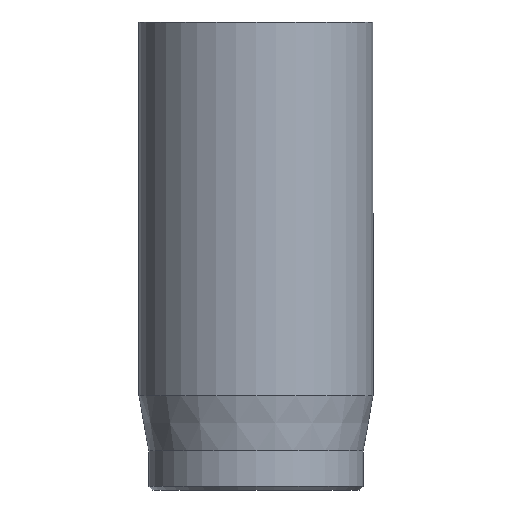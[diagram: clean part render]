
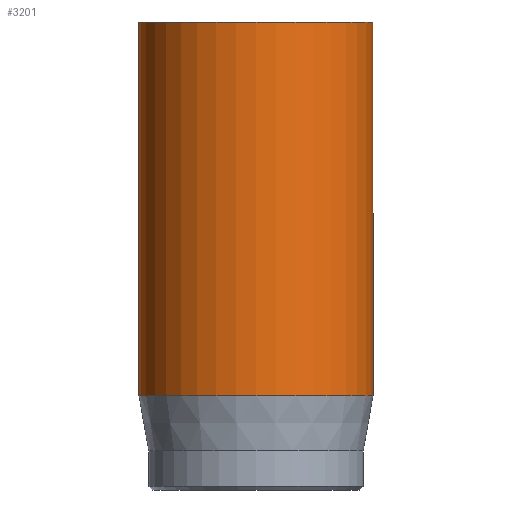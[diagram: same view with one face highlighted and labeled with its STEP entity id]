
A CAD part, front view. The second image highlights one B-rep face of the part: STEP entity #3201.
In plain terms, the highlighted cylindrical face has radius 3 mm (diameter 6 mm), a full revolution.
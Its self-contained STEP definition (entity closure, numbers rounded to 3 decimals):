
#396=CYLINDRICAL_SURFACE('',#3357,3.);
#551=FACE_OUTER_BOUND('',#737,.T.);
#737=EDGE_LOOP('',(#2932,#2933,#2934,#2935,#2936));
#982=LINE('',#5999,#1233);
#1233=VECTOR('',#3762,3.);
#1268=CIRCLE('',#3344,3.);
#1274=CIRCLE('',#3355,3.);
#1275=CIRCLE('',#3356,3.);
#1571=VERTEX_POINT('',#5973);
#1577=VERTEX_POINT('',#5993);
#1578=VERTEX_POINT('',#5994);
#2025=EDGE_CURVE('',#1571,#1571,#1268,.T.);
#2034=EDGE_CURVE('',#1577,#1578,#1274,.T.);
#2035=EDGE_CURVE('',#1578,#1577,#1275,.T.);
#2037=EDGE_CURVE('',#1571,#1577,#982,.T.);
#2932=ORIENTED_EDGE('',*,*,#2025,.T.);
#2933=ORIENTED_EDGE('',*,*,#2037,.T.);
#2934=ORIENTED_EDGE('',*,*,#2034,.T.);
#2935=ORIENTED_EDGE('',*,*,#2035,.T.);
#2936=ORIENTED_EDGE('',*,*,#2037,.F.);
#3201=ADVANCED_FACE('',(#551),#396,.T.);
#3344=AXIS2_PLACEMENT_3D('',#5974,#3730,#3731);
#3355=AXIS2_PLACEMENT_3D('',#5995,#3755,#3756);
#3356=AXIS2_PLACEMENT_3D('',#5996,#3757,#3758);
#3357=AXIS2_PLACEMENT_3D('',#5998,#3760,#3761);
#3730=DIRECTION('center_axis',(0.,0.,-1.));
#3731=DIRECTION('ref_axis',(-1.,0.,0.));
#3755=DIRECTION('center_axis',(0.,0.,1.));
#3756=DIRECTION('ref_axis',(-1.,0.,0.));
#3757=DIRECTION('center_axis',(0.,0.,1.));
#3758=DIRECTION('ref_axis',(-1.,0.,0.));
#3760=DIRECTION('center_axis',(0.,0.,1.));
#3761=DIRECTION('ref_axis',(-1.,0.,0.));
#3762=DIRECTION('',(0.,0.,-1.));
#5973=CARTESIAN_POINT('',(3.,0.,12.));
#5974=CARTESIAN_POINT('Origin',(0.,0.,12.));
#5993=CARTESIAN_POINT('',(3.,0.,2.418));
#5994=CARTESIAN_POINT('',(-3.,0.,2.418));
#5995=CARTESIAN_POINT('Origin',(0.,0.,2.418));
#5996=CARTESIAN_POINT('Origin',(0.,0.,2.418));
#5998=CARTESIAN_POINT('Origin',(0.,0.,0.));
#5999=CARTESIAN_POINT('',(3.,0.,0.));
